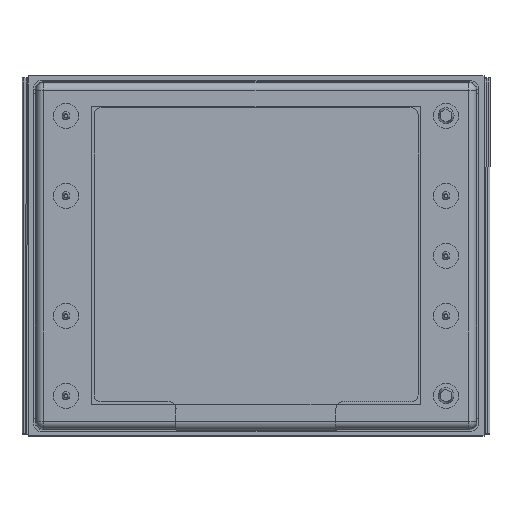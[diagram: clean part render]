
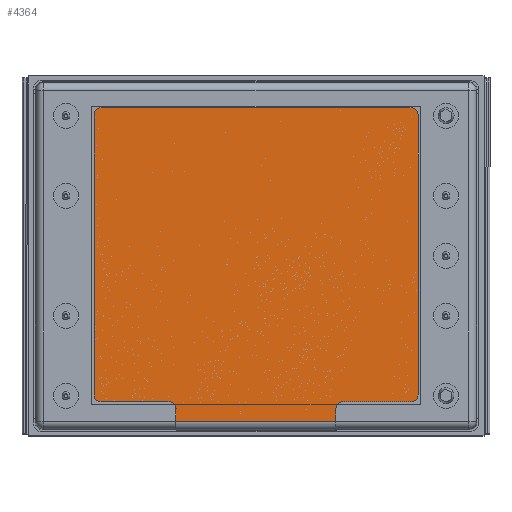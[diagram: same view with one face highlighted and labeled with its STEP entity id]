
A CAD part, top view. The second image highlights one B-rep face of the part: STEP entity #4364.
In plain terms, the highlighted planar face has unit normal (0, 0, 1).
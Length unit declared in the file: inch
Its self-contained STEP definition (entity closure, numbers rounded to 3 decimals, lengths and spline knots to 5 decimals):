
#683 = EDGE_CURVE ( 'NONE', #4311, #4289, #3654, .T. ) ;
#3651 = DIRECTION ( 'NONE',  ( -1., 0., 0. ) ) ;
#3652 = VECTOR ( 'NONE', #3651, 39.37008 ) ;
#3653 = CARTESIAN_POINT ( 'NONE',  ( -0.365, -0.82673, 0.52 ) ) ;
#3654 = LINE ( 'NONE', #3653, #3652 ) ;
#4289 = VERTEX_POINT ( 'NONE', #9543 ) ;
#4292 = EDGE_CURVE ( 'NONE', #4311, #4367, #9559, .T. ) ;
#4293 = EDGE_CURVE ( 'NONE', #4367, #4365, #9561, .T. ) ;
#4297 = VERTEX_POINT ( 'NONE', #9552 ) ;
#4304 = ORIENTED_EDGE ( 'NONE', *, *, #4292, .T. ) ;
#4311 = VERTEX_POINT ( 'NONE', #9627 ) ;
#4312 = VERTEX_POINT ( 'NONE', #9661 ) ;
#4326 = EDGE_LOOP ( 'NONE', ( #4366, #4304, #4370, #4369, #4359, #4362, #4358, #4341, #4349, #4348, #4352, #4355, #4339, #4354 ) ) ;
#4335 = VERTEX_POINT ( 'NONE', #9741 ) ;
#4336 = EDGE_CURVE ( 'NONE', #4346, #4335, #9743, .T. ) ;
#4339 = ORIENTED_EDGE ( 'NONE', *, *, #4336, .T. ) ;
#4340 = EDGE_CURVE ( 'NONE', #4335, #4289, #9739, .T. ) ;
#4341 = ORIENTED_EDGE ( 'NONE', *, *, #4343, .T. ) ;
#4342 = EDGE_CURVE ( 'NONE', #4347, #4345, #9733, .T. ) ;
#4343 = EDGE_CURVE ( 'NONE', #4361, #4347, #9722, .T. ) ;
#4344 = VERTEX_POINT ( 'NONE', #9719 ) ;
#4345 = VERTEX_POINT ( 'NONE', #9723 ) ;
#4346 = VERTEX_POINT ( 'NONE', #9740 ) ;
#4347 = VERTEX_POINT ( 'NONE', #9718 ) ;
#4348 = ORIENTED_EDGE ( 'NONE', *, *, #4350, .T. ) ;
#4349 = ORIENTED_EDGE ( 'NONE', *, *, #4342, .T. ) ;
#4350 = EDGE_CURVE ( 'NONE', #4345, #4344, #9776, .T. ) ;
#4351 = VERTEX_POINT ( 'NONE', #9774 ) ;
#4352 = ORIENTED_EDGE ( 'NONE', *, *, #4353, .T. ) ;
#4353 = EDGE_CURVE ( 'NONE', #4344, #4351, #9768, .T. ) ;
#4354 = ORIENTED_EDGE ( 'NONE', *, *, #4340, .T. ) ;
#4355 = ORIENTED_EDGE ( 'NONE', *, *, #4356, .T. ) ;
#4356 = EDGE_CURVE ( 'NONE', #4351, #4346, #9762, .T. ) ;
#4357 = EDGE_CURVE ( 'NONE', #4312, #4368, #9716, .T. ) ;
#4358 = ORIENTED_EDGE ( 'NONE', *, *, #4372, .T. ) ;
#4359 = ORIENTED_EDGE ( 'NONE', *, *, #4357, .T. ) ;
#4360 = EDGE_CURVE ( 'NONE', #4368, #4297, #9777, .T. ) ;
#4361 = VERTEX_POINT ( 'NONE', #9745 ) ;
#4362 = ORIENTED_EDGE ( 'NONE', *, *, #4360, .T. ) ;
#4364 = ADVANCED_FACE ( 'NONE', ( #9763 ), #9746, .T. ) ;
#4365 = VERTEX_POINT ( 'NONE', #9789 ) ;
#4366 = ORIENTED_EDGE ( 'NONE', *, *, #683, .F. ) ;
#4367 = VERTEX_POINT ( 'NONE', #9748 ) ;
#4368 = VERTEX_POINT ( 'NONE', #9788 ) ;
#4369 = ORIENTED_EDGE ( 'NONE', *, *, #4371, .T. ) ;
#4370 = ORIENTED_EDGE ( 'NONE', *, *, #4293, .T. ) ;
#4371 = EDGE_CURVE ( 'NONE', #4365, #4312, #9782, .T. ) ;
#4372 = EDGE_CURVE ( 'NONE', #4297, #4361, #9783, .T. ) ;
#9543 = CARTESIAN_POINT ( 'NONE',  ( -1.54, -0.82673, 0.52 ) ) ;
#9549 = DIRECTION ( 'NONE',  ( -1., 0., 0. ) ) ;
#9550 = DIRECTION ( 'NONE',  ( 0., 0., -1. ) ) ;
#9552 = CARTESIAN_POINT ( 'NONE',  ( -0.33, 0.70489, 0.52 ) ) ;
#9554 = DIRECTION ( 'NONE',  ( 0., 1., 0. ) ) ;
#9555 = VECTOR ( 'NONE', #9554, 39.37008 ) ;
#9559 = LINE ( 'NONE', #9565, #9555 ) ;
#9561 = CIRCLE ( 'NONE', #9566, 0.035 ) ;
#9564 = CARTESIAN_POINT ( 'NONE',  ( -0.705, -0.76511, 0.52 ) ) ;
#9565 = CARTESIAN_POINT ( 'NONE',  ( -0.74, -1.09511, 0.52 ) ) ;
#9566 = AXIS2_PLACEMENT_3D ( 'NONE', #9564, #9550, #9549 ) ;
#9627 = CARTESIAN_POINT ( 'NONE',  ( -0.74, -0.82673, 0.52 ) ) ;
#9661 = CARTESIAN_POINT ( 'NONE',  ( -0.365, -0.73011, 0.52 ) ) ;
#9716 = CIRCLE ( 'NONE', #9770, 0.035 ) ;
#9717 = VECTOR ( 'NONE', #9728, 39.37008 ) ;
#9718 = CARTESIAN_POINT ( 'NONE',  ( -1.915, 0.73989, 0.52 ) ) ;
#9719 = CARTESIAN_POINT ( 'NONE',  ( -1.95, -0.69511, 0.52 ) ) ;
#9720 = DIRECTION ( 'NONE',  ( -1., 0., 0. ) ) ;
#9721 = DIRECTION ( 'NONE',  ( 0., 0., 1. ) ) ;
#9722 = LINE ( 'NONE', #9729, #9717 ) ;
#9723 = CARTESIAN_POINT ( 'NONE',  ( -1.95, 0.70489, 0.52 ) ) ;
#9724 = DIRECTION ( 'NONE',  ( 0., -1., 0. ) ) ;
#9725 = VECTOR ( 'NONE', #9724, 39.37008 ) ;
#9726 = CARTESIAN_POINT ( 'NONE',  ( -1.54, -0.76511, 0.52 ) ) ;
#9727 = AXIS2_PLACEMENT_3D ( 'NONE', #9744, #9721, #9720 ) ;
#9728 = DIRECTION ( 'NONE',  ( -1., 0., 0. ) ) ;
#9729 = CARTESIAN_POINT ( 'NONE',  ( -1.915, 0.73989, 0.52 ) ) ;
#9730 = DIRECTION ( 'NONE',  ( 1., 0., 0. ) ) ;
#9731 = DIRECTION ( 'NONE',  ( 0., 0., -1. ) ) ;
#9732 = AXIS2_PLACEMENT_3D ( 'NONE', #9742, #9731, #9730 ) ;
#9733 = CIRCLE ( 'NONE', #9727, 0.035 ) ;
#9739 = LINE ( 'NONE', #9726, #9725 ) ;
#9740 = CARTESIAN_POINT ( 'NONE',  ( -1.575, -0.73011, 0.52 ) ) ;
#9741 = CARTESIAN_POINT ( 'NONE',  ( -1.54, -0.76511, 0.52 ) ) ;
#9742 = CARTESIAN_POINT ( 'NONE',  ( -1.575, -0.76511, 0.52 ) ) ;
#9743 = CIRCLE ( 'NONE', #9732, 0.035 ) ;
#9744 = CARTESIAN_POINT ( 'NONE',  ( -1.915, 0.70489, 0.52 ) ) ;
#9745 = CARTESIAN_POINT ( 'NONE',  ( -0.365, 0.73989, 0.52 ) ) ;
#9746 = PLANE ( 'NONE',  #9754 ) ;
#9748 = CARTESIAN_POINT ( 'NONE',  ( -0.74, -0.76511, 0.52 ) ) ;
#9749 = VECTOR ( 'NONE', #9778, 39.37008 ) ;
#9754 = AXIS2_PLACEMENT_3D ( 'NONE', #9787, #9786, #9785 ) ;
#9755 = DIRECTION ( 'NONE',  ( 1., 0., 0. ) ) ;
#9756 = DIRECTION ( 'NONE',  ( 0., 0., 1. ) ) ;
#9758 = AXIS2_PLACEMENT_3D ( 'NONE', #9831, #9830, #9829 ) ;
#9759 = DIRECTION ( 'NONE',  ( 1., 0., 0. ) ) ;
#9760 = VECTOR ( 'NONE', #9759, 39.37008 ) ;
#9761 = CARTESIAN_POINT ( 'NONE',  ( -1.915, -0.73011, 0.52 ) ) ;
#9762 = LINE ( 'NONE', #9761, #9760 ) ;
#9763 = FACE_OUTER_BOUND ( 'NONE', #4326, .T. ) ;
#9764 = DIRECTION ( 'NONE',  ( -1., 0., 0. ) ) ;
#9765 = DIRECTION ( 'NONE',  ( 0., 0., 1. ) ) ;
#9766 = CARTESIAN_POINT ( 'NONE',  ( -1.915, -0.69511, 0.52 ) ) ;
#9767 = AXIS2_PLACEMENT_3D ( 'NONE', #9766, #9765, #9764 ) ;
#9768 = CIRCLE ( 'NONE', #9767, 0.035 ) ;
#9770 = AXIS2_PLACEMENT_3D ( 'NONE', #9773, #9756, #9755 ) ;
#9771 = DIRECTION ( 'NONE',  ( 0., -1., 0. ) ) ;
#9772 = VECTOR ( 'NONE', #9771, 39.37008 ) ;
#9773 = CARTESIAN_POINT ( 'NONE',  ( -0.365, -0.69511, 0.52 ) ) ;
#9774 = CARTESIAN_POINT ( 'NONE',  ( -1.915, -0.73011, 0.52 ) ) ;
#9775 = CARTESIAN_POINT ( 'NONE',  ( -1.95, -0.69511, 0.52 ) ) ;
#9776 = LINE ( 'NONE', #9775, #9772 ) ;
#9777 = LINE ( 'NONE', #9779, #9749 ) ;
#9778 = DIRECTION ( 'NONE',  ( 0., 1., 0. ) ) ;
#9779 = CARTESIAN_POINT ( 'NONE',  ( -0.33, -0.69511, 0.52 ) ) ;
#9781 = CARTESIAN_POINT ( 'NONE',  ( -0.705, -0.73011, 0.52 ) ) ;
#9782 = LINE ( 'NONE', #9781, #9834 ) ;
#9783 = CIRCLE ( 'NONE', #9758, 0.035 ) ;
#9785 = DIRECTION ( 'NONE',  ( 1., 0., 0. ) ) ;
#9786 = DIRECTION ( 'NONE',  ( 0., 0., 1. ) ) ;
#9787 = CARTESIAN_POINT ( 'NONE',  ( -0.365, -0.69511, 0.52 ) ) ;
#9788 = CARTESIAN_POINT ( 'NONE',  ( -0.33, -0.69511, 0.52 ) ) ;
#9789 = CARTESIAN_POINT ( 'NONE',  ( -0.705, -0.73011, 0.52 ) ) ;
#9829 = DIRECTION ( 'NONE',  ( -1., 0., 0. ) ) ;
#9830 = DIRECTION ( 'NONE',  ( 0., 0., 1. ) ) ;
#9831 = CARTESIAN_POINT ( 'NONE',  ( -0.365, 0.70489, 0.52 ) ) ;
#9833 = DIRECTION ( 'NONE',  ( 1., 0., 0. ) ) ;
#9834 = VECTOR ( 'NONE', #9833, 39.37008 ) ;
